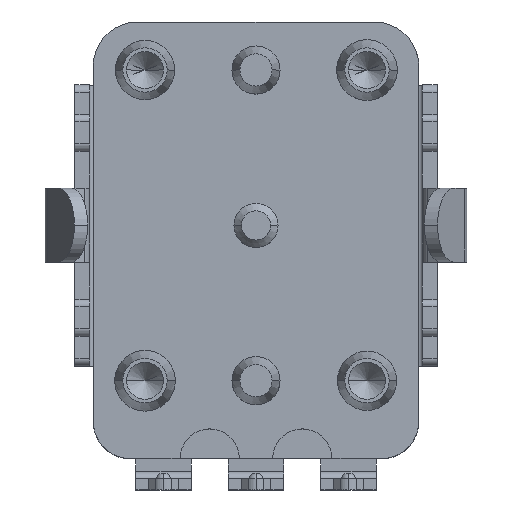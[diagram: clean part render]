
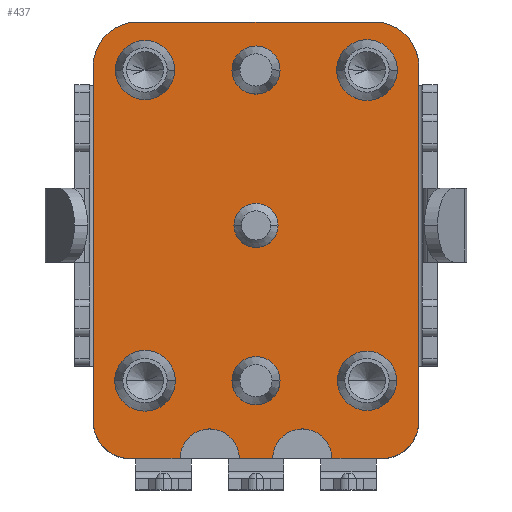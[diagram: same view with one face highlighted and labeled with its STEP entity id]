
A CAD part, top view. The second image highlights one B-rep face of the part: STEP entity #437.
In plain terms, the highlighted planar face has unit normal (0, 0, 1).
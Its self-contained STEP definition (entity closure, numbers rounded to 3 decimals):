
#437=ADVANCED_FACE('NONE',(#1036,#1037,#1038,#1039,#1040,#1041,#1042,#1043),#1044,.T.);
#1036=FACE_OUTER_BOUND('',#1811,.T.);
#1037=FACE_BOUND('',#1812,.T.);
#1038=FACE_BOUND('',#1813,.T.);
#1039=FACE_BOUND('',#1814,.T.);
#1040=FACE_BOUND('',#1815,.T.);
#1041=FACE_BOUND('',#1816,.T.);
#1042=FACE_BOUND('',#1817,.T.);
#1043=FACE_BOUND('',#1818,.T.);
#1044=PLANE('',#1819);
#1811=EDGE_LOOP('',(#3000,#3001,#3002,#3003,#3004,#3005,#3006,#3007,#3008,#3009,#3010,#3011));
#1812=EDGE_LOOP('',(#3012,#3013));
#1813=EDGE_LOOP('',(#3014,#3015));
#1814=EDGE_LOOP('',(#3016,#3017));
#1815=EDGE_LOOP('',(#3018,#3019));
#1816=EDGE_LOOP('',(#3020,#3021));
#1817=EDGE_LOOP('',(#3022,#3023));
#1818=EDGE_LOOP('',(#3024,#3025));
#1819=AXIS2_PLACEMENT_3D('',#3026,#3027,#3028);
#3000=ORIENTED_EDGE('',*,*,#4957,.F.);
#3001=ORIENTED_EDGE('',*,*,#4942,.T.);
#3002=ORIENTED_EDGE('',*,*,#4958,.T.);
#3003=ORIENTED_EDGE('',*,*,#4959,.T.);
#3004=ORIENTED_EDGE('',*,*,#4960,.T.);
#3005=ORIENTED_EDGE('',*,*,#4961,.T.);
#3006=ORIENTED_EDGE('',*,*,#4962,.T.);
#3007=ORIENTED_EDGE('',*,*,#4963,.T.);
#3008=ORIENTED_EDGE('',*,*,#4964,.T.);
#3009=ORIENTED_EDGE('',*,*,#4936,.T.);
#3010=ORIENTED_EDGE('',*,*,#4965,.F.);
#3011=ORIENTED_EDGE('',*,*,#4932,.T.);
#3012=ORIENTED_EDGE('',*,*,#4877,.F.);
#3013=ORIENTED_EDGE('',*,*,#4716,.F.);
#3014=ORIENTED_EDGE('',*,*,#4872,.F.);
#3015=ORIENTED_EDGE('',*,*,#4725,.F.);
#3016=ORIENTED_EDGE('',*,*,#4883,.F.);
#3017=ORIENTED_EDGE('',*,*,#4704,.F.);
#3018=ORIENTED_EDGE('',*,*,#4896,.F.);
#3019=ORIENTED_EDGE('',*,*,#4681,.F.);
#3020=ORIENTED_EDGE('',*,*,#4891,.F.);
#3021=ORIENTED_EDGE('',*,*,#4690,.F.);
#3022=ORIENTED_EDGE('',*,*,#4902,.F.);
#3023=ORIENTED_EDGE('',*,*,#4669,.F.);
#3024=ORIENTED_EDGE('',*,*,#4780,.T.);
#3025=ORIENTED_EDGE('',*,*,#4833,.T.);
#3026=CARTESIAN_POINT('',(-3.2,4.3,4.48));
#3027=DIRECTION('',(0.0,0.0,1.0));
#3028=DIRECTION('',(1.0,0.0,0.0));
#4669=EDGE_CURVE('NONE',#5605,#5603,#5607,.T.);
#4681=EDGE_CURVE('NONE',#5625,#5627,#5628,.T.);
#4690=EDGE_CURVE('NONE',#5640,#5642,#5643,.T.);
#4704=EDGE_CURVE('NONE',#5664,#5662,#5666,.T.);
#4716=EDGE_CURVE('NONE',#5684,#5686,#5687,.T.);
#4725=EDGE_CURVE('NONE',#5699,#5701,#5702,.T.);
#4780=EDGE_CURVE('NONE',#5791,#5793,#5795,.T.);
#4833=EDGE_CURVE('NONE',#5793,#5791,#5874,.T.);
#4872=EDGE_CURVE('NONE',#5701,#5699,#5925,.T.);
#4877=EDGE_CURVE('NONE',#5686,#5684,#5930,.T.);
#4883=EDGE_CURVE('NONE',#5662,#5664,#5936,.T.);
#4891=EDGE_CURVE('NONE',#5642,#5640,#5944,.T.);
#4896=EDGE_CURVE('NONE',#5627,#5625,#5949,.T.);
#4902=EDGE_CURVE('NONE',#5603,#5605,#5955,.T.);
#4932=EDGE_CURVE('NONE',#6006,#6004,#6007,.T.);
#4936=EDGE_CURVE('NONE',#6014,#6012,#6015,.T.);
#4942=EDGE_CURVE('NONE',#6024,#6022,#6025,.T.);
#4957=EDGE_CURVE('NONE',#6024,#6004,#6052,.T.);
#4958=EDGE_CURVE('NONE',#6022,#6053,#6054,.T.);
#4959=EDGE_CURVE('NONE',#6053,#6055,#6056,.T.);
#4960=EDGE_CURVE('NONE',#6055,#6057,#6058,.T.);
#4961=EDGE_CURVE('NONE',#6057,#6059,#6060,.T.);
#4962=EDGE_CURVE('NONE',#6059,#6061,#6062,.T.);
#4963=EDGE_CURVE('NONE',#6061,#6063,#6064,.T.);
#4964=EDGE_CURVE('NONE',#6063,#6014,#6065,.T.);
#4965=EDGE_CURVE('NONE',#6006,#6012,#6066,.T.);
#5603=VERTEX_POINT('NONE',#6941);
#5605=VERTEX_POINT('',#6944);
#5607=CIRCLE('',#6947,0.82);
#5625=VERTEX_POINT('',#6969);
#5627=VERTEX_POINT('NONE',#6972);
#5628=CIRCLE('',#6973,0.8);
#5640=VERTEX_POINT('',#6988);
#5642=VERTEX_POINT('NONE',#6991);
#5643=CIRCLE('',#6992,0.65);
#5662=VERTEX_POINT('NONE',#7016);
#5664=VERTEX_POINT('',#7019);
#5666=CIRCLE('',#7022,0.82);
#5684=VERTEX_POINT('',#7044);
#5686=VERTEX_POINT('NONE',#7047);
#5687=CIRCLE('',#7048,0.8);
#5699=VERTEX_POINT('',#7063);
#5701=VERTEX_POINT('NONE',#7066);
#5702=CIRCLE('',#7067,0.65);
#5791=VERTEX_POINT('NONE',#7183);
#5793=VERTEX_POINT('',#7186);
#5795=CIRCLE('',#7189,0.595);
#5874=CIRCLE('',#7286,0.595);
#5925=CIRCLE('',#7340,0.65);
#5930=CIRCLE('',#7345,0.8);
#5936=CIRCLE('',#7351,0.82);
#5944=CIRCLE('',#7359,0.65);
#5949=CIRCLE('',#7364,0.8);
#5955=CIRCLE('',#7370,0.82);
#6004=VERTEX_POINT('NONE',#7432);
#6006=VERTEX_POINT('NONE',#7435);
#6007=LINE('',#7436,#7437);
#6012=VERTEX_POINT('NONE',#7444);
#6014=VERTEX_POINT('NONE',#7447);
#6015=LINE('',#7448,#7449);
#6022=VERTEX_POINT('NONE',#7460);
#6024=VERTEX_POINT('NONE',#7463);
#6025=LINE('',#7464,#7465);
#6052=CIRCLE('',#7505,0.8);
#6053=VERTEX_POINT('NONE',#7506);
#6054=CIRCLE('',#7507,1.0);
#6055=VERTEX_POINT('NONE',#7508);
#6056=LINE('',#7509,#7510);
#6057=VERTEX_POINT('NONE',#7511);
#6058=CIRCLE('',#7512,1.2);
#6059=VERTEX_POINT('NONE',#7513);
#6060=LINE('',#7514,#7515);
#6061=VERTEX_POINT('NONE',#7516);
#6062=CIRCLE('',#7517,1.2);
#6063=VERTEX_POINT('NONE',#7518);
#6064=LINE('',#7519,#7520);
#6065=CIRCLE('',#7521,1.0);
#6066=CIRCLE('',#7522,0.8);
#6941=CARTESIAN_POINT('',(2.18,4.2,4.48));
#6944=CARTESIAN_POINT('',(3.82,4.2,4.48));
#6947=AXIS2_PLACEMENT_3D('',#8734,#8735,#8736);
#6969=CARTESIAN_POINT('',(-2.2,4.2,4.48));
#6972=CARTESIAN_POINT('',(-3.8,4.2,4.48));
#6973=AXIS2_PLACEMENT_3D('',#8751,#8752,#8753);
#6988=CARTESIAN_POINT('',(0.65,4.2,4.48));
#6991=CARTESIAN_POINT('',(-0.65,4.2,4.48));
#6992=AXIS2_PLACEMENT_3D('',#8764,#8765,#8766);
#7016=CARTESIAN_POINT('',(-2.18,-4.2,4.48));
#7019=CARTESIAN_POINT('',(-3.82,-4.2,4.48));
#7022=AXIS2_PLACEMENT_3D('',#8783,#8784,#8785);
#7044=CARTESIAN_POINT('',(2.2,-4.2,4.48));
#7047=CARTESIAN_POINT('',(3.8,-4.2,4.48));
#7048=AXIS2_PLACEMENT_3D('',#8800,#8801,#8802);
#7063=CARTESIAN_POINT('',(-0.65,-4.2,4.48));
#7066=CARTESIAN_POINT('',(0.65,-4.2,4.48));
#7067=AXIS2_PLACEMENT_3D('',#8813,#8814,#8815);
#7183=CARTESIAN_POINT('',(0.595,0.,4.48));
#7186=CARTESIAN_POINT('',(-0.595,0.,4.48));
#7189=AXIS2_PLACEMENT_3D('',#8893,#8894,#8895);
#7286=AXIS2_PLACEMENT_3D('',#8974,#8975,#8976);
#7340=AXIS2_PLACEMENT_3D('',#9046,#9047,#9048);
#7345=AXIS2_PLACEMENT_3D('',#9055,#9056,#9057);
#7351=AXIS2_PLACEMENT_3D('',#9064,#9065,#9066);
#7359=AXIS2_PLACEMENT_3D('',#9079,#9080,#9081);
#7364=AXIS2_PLACEMENT_3D('',#9088,#9089,#9090);
#7370=AXIS2_PLACEMENT_3D('',#9097,#9098,#9099);
#7432=CARTESIAN_POINT('',(0.45,-6.3,4.48));
#7435=CARTESIAN_POINT('',(-0.45,-6.3,4.48));
#7436=CARTESIAN_POINT('',(-3.4,-6.3,4.48));
#7437=VECTOR('',#9141,1000.0);
#7444=CARTESIAN_POINT('',(-2.05,-6.3,4.48));
#7447=CARTESIAN_POINT('',(-3.4,-6.3,4.48));
#7448=CARTESIAN_POINT('',(-3.4,-6.3,4.48));
#7449=VECTOR('',#9145,1000.0);
#7460=CARTESIAN_POINT('',(3.4,-6.3,4.48));
#7463=CARTESIAN_POINT('',(2.05,-6.3,4.48));
#7464=CARTESIAN_POINT('',(-3.4,-6.3,4.48));
#7465=VECTOR('',#9151,1000.0);
#7505=AXIS2_PLACEMENT_3D('',#9165,#9166,#9167);
#7506=CARTESIAN_POINT('',(4.4,-5.3,4.48));
#7507=AXIS2_PLACEMENT_3D('',#9168,#9169,#9170);
#7508=CARTESIAN_POINT('',(4.4,4.3,4.48));
#7509=CARTESIAN_POINT('',(4.4,4.3,4.48));
#7510=VECTOR('',#9171,1000.0);
#7511=CARTESIAN_POINT('',(3.2,5.5,4.48));
#7512=AXIS2_PLACEMENT_3D('',#9172,#9173,#9174);
#7513=CARTESIAN_POINT('',(-3.2,5.5,4.48));
#7514=CARTESIAN_POINT('',(-3.2,5.5,4.48));
#7515=VECTOR('',#9175,1000.0);
#7516=CARTESIAN_POINT('',(-4.4,4.3,4.48));
#7517=AXIS2_PLACEMENT_3D('',#9176,#9177,#9178);
#7518=CARTESIAN_POINT('',(-4.4,-5.3,4.48));
#7519=CARTESIAN_POINT('',(-4.4,4.3,4.48));
#7520=VECTOR('',#9179,1000.0);
#7521=AXIS2_PLACEMENT_3D('',#9180,#9181,#9182);
#7522=AXIS2_PLACEMENT_3D('',#9183,#9184,#9185);
#8734=CARTESIAN_POINT('',(3.0,4.2,4.48));
#8735=DIRECTION('',(0.0,0.0,1.0));
#8736=DIRECTION('',(1.0,0.0,0.0));
#8751=CARTESIAN_POINT('',(-3.0,4.2,4.48));
#8752=DIRECTION('',(0.0,-0.0,1.0));
#8753=DIRECTION('',(1.0,0.0,0.0));
#8764=CARTESIAN_POINT('',(0.0,4.2,4.48));
#8765=DIRECTION('',(0.0,-0.0,1.0));
#8766=DIRECTION('',(1.0,0.0,0.0));
#8783=CARTESIAN_POINT('',(-3.,-4.2,4.48));
#8784=DIRECTION('',(0.0,0.0,1.0));
#8785=DIRECTION('',(1.0,0.0,0.0));
#8800=CARTESIAN_POINT('',(3.,-4.2,4.48));
#8801=DIRECTION('',(0.,0.,1.0));
#8802=DIRECTION('',(-1.0,0.,0.0));
#8813=CARTESIAN_POINT('',(0.,-4.2,4.48));
#8814=DIRECTION('',(0.0,0.0,1.0));
#8815=DIRECTION('',(-1.0,0.,0.0));
#8893=CARTESIAN_POINT('',(0.,0.,4.48));
#8894=DIRECTION('',(0.0,0.0,-1.0));
#8895=DIRECTION('',(1.0,0.0,0.0));
#8974=CARTESIAN_POINT('',(0.,0.,4.48));
#8975=DIRECTION('',(0.0,0.0,-1.0));
#8976=DIRECTION('',(1.0,0.0,0.0));
#9046=CARTESIAN_POINT('',(0.,-4.2,4.48));
#9047=DIRECTION('',(0.0,0.0,1.0));
#9048=DIRECTION('',(-1.0,0.,0.0));
#9055=CARTESIAN_POINT('',(3.,-4.2,4.48));
#9056=DIRECTION('',(0.,0.,1.0));
#9057=DIRECTION('',(-1.0,0.,0.0));
#9064=CARTESIAN_POINT('',(-3.,-4.2,4.48));
#9065=DIRECTION('',(0.0,0.0,1.0));
#9066=DIRECTION('',(1.0,0.0,0.0));
#9079=CARTESIAN_POINT('',(0.0,4.2,4.48));
#9080=DIRECTION('',(0.0,-0.0,1.0));
#9081=DIRECTION('',(1.0,0.0,0.0));
#9088=CARTESIAN_POINT('',(-3.0,4.2,4.48));
#9089=DIRECTION('',(0.0,-0.0,1.0));
#9090=DIRECTION('',(1.0,0.0,0.0));
#9097=CARTESIAN_POINT('',(3.0,4.2,4.48));
#9098=DIRECTION('',(0.0,0.0,1.0));
#9099=DIRECTION('',(1.0,0.0,0.0));
#9141=DIRECTION('',(1.0,0.,0.0));
#9145=DIRECTION('',(1.0,0.,0.0));
#9151=DIRECTION('',(1.0,0.,0.0));
#9165=CARTESIAN_POINT('',(1.25,-6.3,4.48));
#9166=DIRECTION('',(0.0,0.0,1.0));
#9167=DIRECTION('',(-1.0,0.0,0.0));
#9168=CARTESIAN_POINT('',(3.4,-5.3,4.48));
#9169=DIRECTION('',(0.0,0.0,1.0));
#9170=DIRECTION('',(1.0,0.0,0.0));
#9171=DIRECTION('',(0.,1.0,-0.0));
#9172=CARTESIAN_POINT('',(3.2,4.3,4.48));
#9173=DIRECTION('',(0.0,0.0,1.0));
#9174=DIRECTION('',(-1.0,0.0,0.0));
#9175=DIRECTION('',(-1.0,0.,-0.0));
#9176=CARTESIAN_POINT('',(-3.2,4.3,4.48));
#9177=DIRECTION('',(0.0,0.0,1.0));
#9178=DIRECTION('',(1.0,0.0,0.0));
#9179=DIRECTION('',(0.0,-1.0,0.0));
#9180=CARTESIAN_POINT('',(-3.4,-5.3,4.48));
#9181=DIRECTION('',(0.0,0.0,1.0));
#9182=DIRECTION('',(1.0,0.0,0.0));
#9183=CARTESIAN_POINT('',(-1.25,-6.3,4.48));
#9184=DIRECTION('',(0.0,0.0,1.0));
#9185=DIRECTION('',(-1.0,0.0,0.0));
